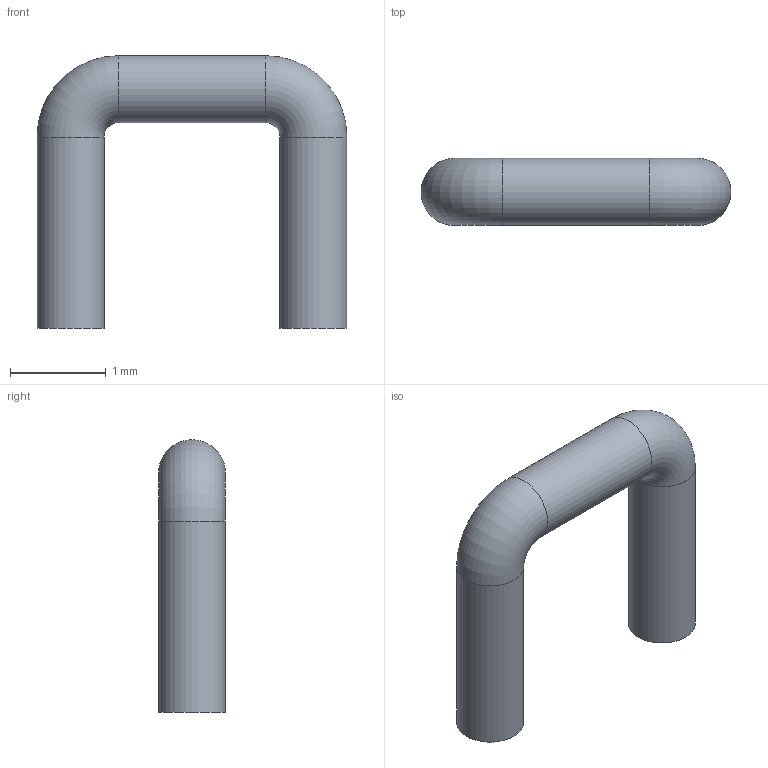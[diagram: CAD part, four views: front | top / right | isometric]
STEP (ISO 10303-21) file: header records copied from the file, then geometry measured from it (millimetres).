
FILE_DESCRIPTION(('FreeCAD Model'),'2;1');
FILE_NAME('Open CASCADE Shape Model','2024-05-06T18:53:21',('FreeCAD'),( 'FreeCAD'),'Open CASCADE STEP processor 7.6','FreeCAD','Unknown');
FILE_SCHEMA(('AUTOMOTIVE_DESIGN { 1 0 10303 214 1 1 1 1 }'));
Length unit declared in the file: millimetre
Products named in the file (1): Open CASCADE STEP translator 7.6 8
Bounding box: 3.24 x 0.7 x 2.85 mm (x, y, z)
Volume: 2.7 mm3; surface area: 16.4 mm2
Topology: 1 solids, 1 shells, 7 faces, 13 edges, 8 vertices
Faces by surface type: cylinder 3, torus 2, plane 2
Full cylindrical faces by diameter (mm): 0.7 x3
Entity records: 353 total; most frequent: CARTESIAN_POINT 71, DIRECTION 54, ORIENTED_EDGE 26, PCURVE 26, DEFINITIONAL_REPRESENTATION 26, AXIS2_PLACEMENT_3D 18, LINE 17, VECTOR 17
